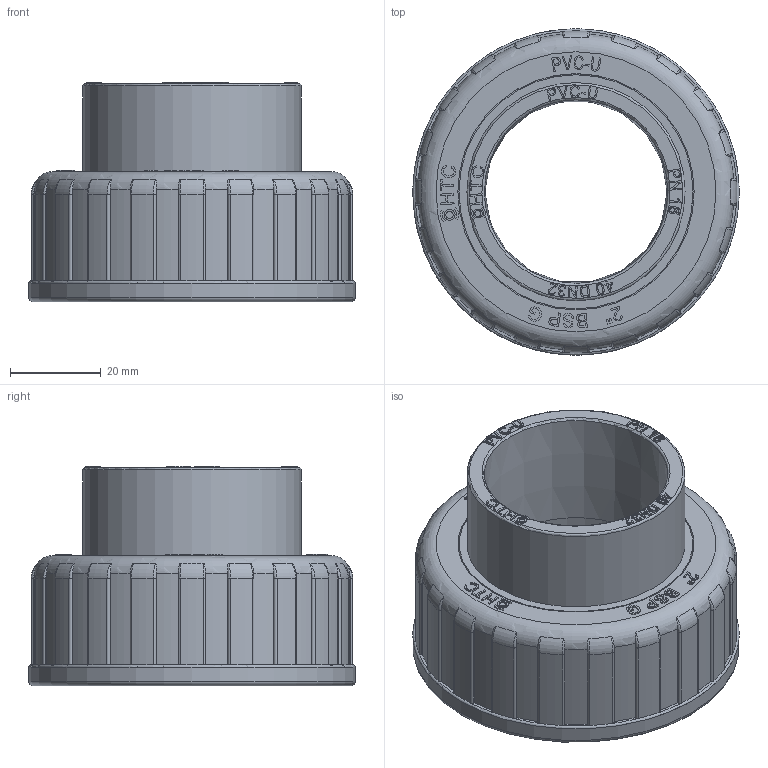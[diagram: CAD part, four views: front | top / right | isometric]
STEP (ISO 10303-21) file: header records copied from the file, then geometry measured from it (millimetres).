
FILE_DESCRIPTION(/* description */ (''),/* implementation_level */ '2;1');
FILE_NAME(/* name */ 'AFS606.063.040.step',/* time_stamp */ '2025-12-12T13:38:47+01:00',/* author */ (''),/* organization */ (''),/* preprocessor_version */ 'ST-DEVELOPER v20.1',/* originating_system */ 'Autodesk Translation Framework v14.21.0.0',/* authorisation */ '');
FILE_SCHEMA (('AUTOMOTIVE_DESIGN { 1 0 10303 214 3 1 1 }'));
Length unit declared in the file: millimetre
Products named in the file (1): 2025-12-10-10-52-47-017
Bounding box: 71.8 x 71.8 x 48.3 mm (x, y, z)
Volume: 57086.8 mm3; surface area: 30354 mm2
Topology: 3 solids, 3 shells, 1592 faces, 4514 edges, 2980 vertices
Faces by surface type: plane 1378, cylinder 118, bspline 69, torus 26, cone 1
Full cylindrical faces by diameter (mm): 1.3 x1, 1.6 x1, 1.95 x1, 2.4 x1, 44 x1, 48 x1, 51.5 x1, 52 x1, 54 x1, 55.9 x1, 56.656 x8, 59.614 x8, 71.8 x1
Entity records: 58151 total; most frequent: CARTESIAN_POINT 17007, ORIENTED_EDGE 9028, DIRECTION 7742, EDGE_CURVE 4514, LINE 3988, VECTOR 3988, VERTEX_POINT 2980, AXIS2_PLACEMENT_3D 1877
